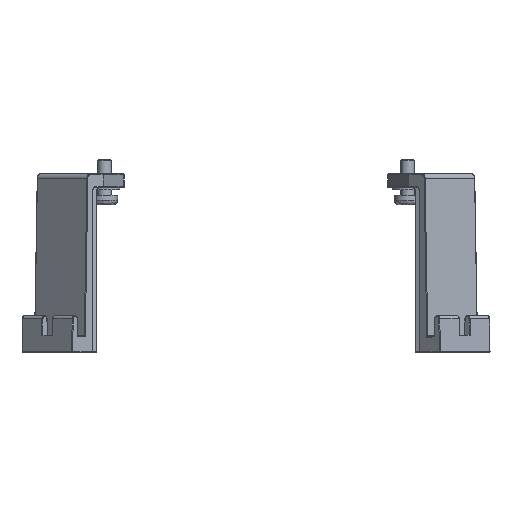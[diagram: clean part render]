
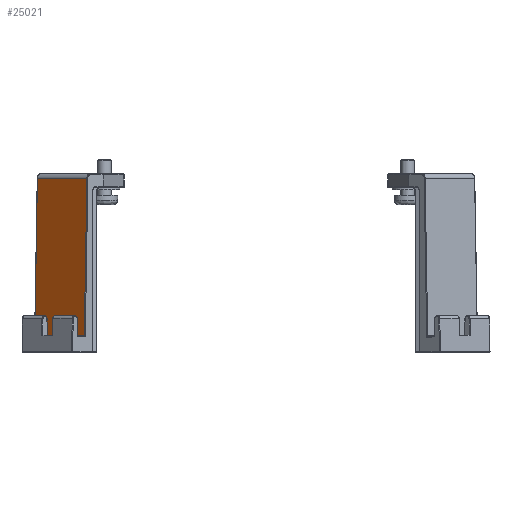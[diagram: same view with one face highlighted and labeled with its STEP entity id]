
A CAD part, left-side view. The second image highlights one B-rep face of the part: STEP entity #25021.
In plain terms, the highlighted planar face has unit normal (-0.707, 0.707, 0.023).
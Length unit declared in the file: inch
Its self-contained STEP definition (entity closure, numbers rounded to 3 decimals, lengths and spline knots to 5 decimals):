
#305 = EDGE_CURVE ( 'NONE', #14550, #15224, #5617, .T. ) ;
#628 = PLANE ( 'NONE',  #14283 ) ;
#1047 = CARTESIAN_POINT ( 'NONE',  ( -2.71473, 2.71473, -0.5 ) ) ;
#1655 = ORIENTED_EDGE ( 'NONE', *, *, #305, .T. ) ;
#3531 = ORIENTED_EDGE ( 'NONE', *, *, #36834, .T. ) ;
#5617 = LINE ( 'NONE', #18299, #40884 ) ;
#5935 = VERTEX_POINT ( 'NONE', #7737 ) ;
#6207 = ORIENTED_EDGE ( 'NONE', *, *, #39508, .T. ) ;
#7737 = CARTESIAN_POINT ( 'NONE',  ( -3.06217, 2.36921, -0.55861 ) ) ;
#7960 = VERTEX_POINT ( 'NONE', #12846 ) ;
#8352 = EDGE_LOOP ( 'NONE', ( #37775, #6207, #1655, #3531 ) ) ;
#10964 = EDGE_CURVE ( 'NONE', #5935, #7960, #21758, .T. ) ;
#12846 = CARTESIAN_POINT ( 'NONE',  ( -2.36921, 3.06217, -0.55861 ) ) ;
#14283 = AXIS2_PLACEMENT_3D ( 'NONE', #1047, #27107, #16609 ) ;
#14550 = VERTEX_POINT ( 'NONE', #28552 ) ;
#15224 = VERTEX_POINT ( 'NONE', #15605 ) ;
#15306 = CARTESIAN_POINT ( 'NONE',  ( -3.06121, 2.36824, -0.5 ) ) ;
#15605 = CARTESIAN_POINT ( 'NONE',  ( -3.09844, 2.40548, -2.768 ) ) ;
#16609 = DIRECTION ( 'NONE',  ( 0.016, -0.016, 1. ) ) ;
#17893 = DIRECTION ( 'NONE',  ( -0.707, -0.707, 0. ) ) ;
#18299 = CARTESIAN_POINT ( 'NONE',  ( -2.75196, 2.75196, -2.768 ) ) ;
#19110 = FACE_OUTER_BOUND ( 'NONE', #8352, .T. ) ;
#19241 = CARTESIAN_POINT ( 'NONE',  ( -2.71569, 2.71569, -0.55861 ) ) ;
#20067 = VECTOR ( 'NONE', #20593, 39.37008 ) ;
#20593 = DIRECTION ( 'NONE',  ( -0.016, 0.016, -1. ) ) ;
#21758 = LINE ( 'NONE', #19241, #27909 ) ;
#25021 = ADVANCED_FACE ( 'NONE', ( #19110 ), #628, .T. ) ;
#25994 = VECTOR ( 'NONE', #40760, 39.37008 ) ;
#27107 = DIRECTION ( 'NONE',  ( -0.707, 0.707, 0.023 ) ) ;
#27909 = VECTOR ( 'NONE', #34558, 39.37008 ) ;
#27926 = LINE ( 'NONE', #15306, #25994 ) ;
#28552 = CARTESIAN_POINT ( 'NONE',  ( -2.40548, 3.09844, -2.768 ) ) ;
#33191 = CARTESIAN_POINT ( 'NONE',  ( -2.36824, 3.06121, -0.5 ) ) ;
#34558 = DIRECTION ( 'NONE',  ( 0.707, 0.707, 0. ) ) ;
#36834 = EDGE_CURVE ( 'NONE', #15224, #5935, #27926, .T. ) ;
#37775 = ORIENTED_EDGE ( 'NONE', *, *, #10964, .T. ) ;
#39508 = EDGE_CURVE ( 'NONE', #7960, #14550, #39823, .T. ) ;
#39823 = LINE ( 'NONE', #33191, #20067 ) ;
#40760 = DIRECTION ( 'NONE',  ( 0.016, -0.016, 1. ) ) ;
#40884 = VECTOR ( 'NONE', #17893, 39.37008 ) ;
